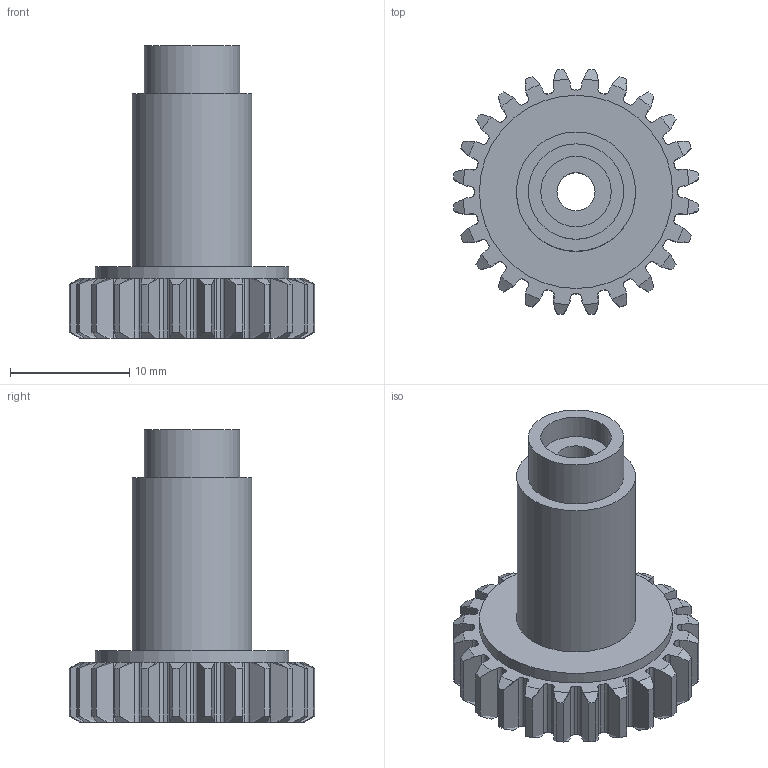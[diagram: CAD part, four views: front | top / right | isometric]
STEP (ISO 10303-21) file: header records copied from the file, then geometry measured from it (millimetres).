
FILE_DESCRIPTION(/* description */ (''),/* implementation_level */ '2;1');
FILE_NAME(/* name */ '5f974a6c4d84751236acb2ea',/* time_stamp */ '2020-10-26T22:15:08+00:00',/* author */ (''),/* organization */ (''),/* preprocessor_version */ 'ST-DEVELOPER v16.7',/* originating_system */ $,/* authorisation */ $);
FILE_SCHEMA (('AUTOMOTIVE_DESIGN {1 0 10303 214 3 1 1}'));
Length unit declared in the file: metre
Products named in the file (1): pinion_bottom
Bounding box: 20.59 x 20.59 x 24.5 mm (x, y, z)
Volume: 2139 mm3; surface area: 2133.4 mm2
Topology: 1 solids, 1 shells, 216 faces, 621 edges, 412 vertices
Faces by surface type: cylinder 101, cone 48, bspline 48, plane 19
Full cylindrical faces by diameter (mm): 3.2 x1, 5.9 x1, 8 x1, 10 x1, 16.2 x1
Entity records: 10920 total; most frequent: CARTESIAN_POINT 5517, ORIENTED_EDGE 1232, DIRECTION 1012, EDGE_CURVE 616, AXIS2_PLACEMENT_3D 419, VERTEX_POINT 412, CIRCLE 250, EDGE_LOOP 228
